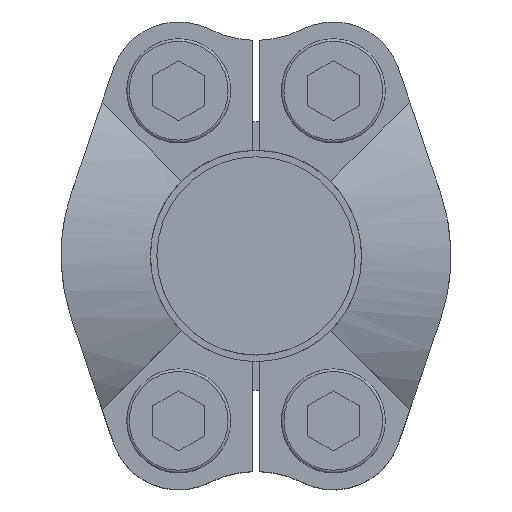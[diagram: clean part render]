
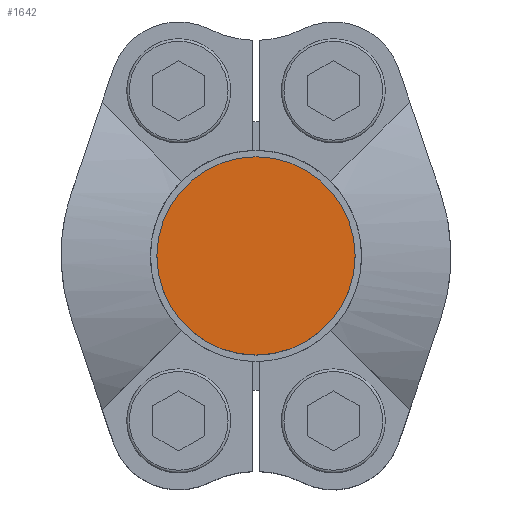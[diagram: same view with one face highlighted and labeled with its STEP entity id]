
A CAD part, top view. The second image highlights one B-rep face of the part: STEP entity #1642.
In plain terms, the highlighted planar face has unit normal (0, 0, 1).
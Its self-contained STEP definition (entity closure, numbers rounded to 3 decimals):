
#57=PLANE('',#1822);
#549=ORIENTED_EDGE('',*,*,#907,.F.);
#907=EDGE_CURVE('',#1094,#1094,#1221,.T.);
#1094=VERTEX_POINT('',#2702);
#1221=CIRCLE('',#1823,15.25);
#1304=EDGE_LOOP('',(#549));
#1464=FACE_BOUND('',#1304,.T.);
#1642=ADVANCED_FACE('',(#1464),#57,.F.);
#1822=AXIS2_PLACEMENT_3D('',#2700,#2158,#2159);
#1823=AXIS2_PLACEMENT_3D('',#2701,#2160,#2161);
#2158=DIRECTION('',(0.,0.,-1.));
#2159=DIRECTION('',(-1.,0.,0.));
#2160=DIRECTION('',(0.,0.,-1.));
#2161=DIRECTION('',(-1.,0.,0.));
#2700=CARTESIAN_POINT('',(0.,0.,19.));
#2701=CARTESIAN_POINT('',(0.,0.,19.));
#2702=CARTESIAN_POINT('',(-15.25,0.,19.));
